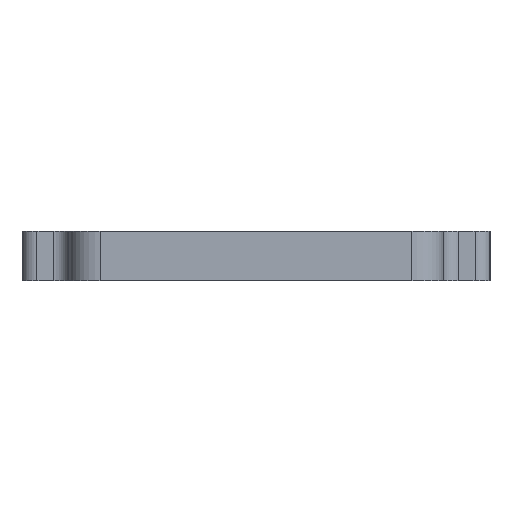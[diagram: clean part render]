
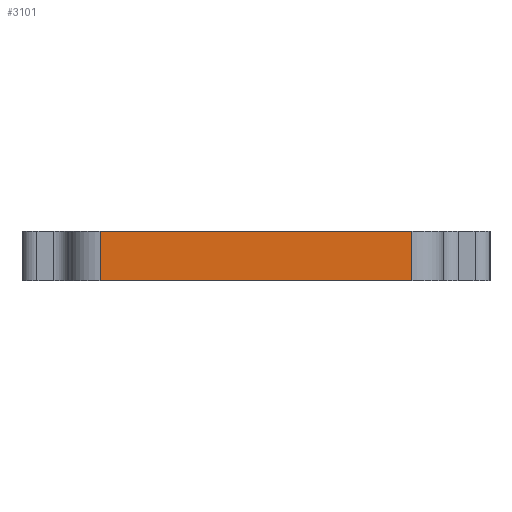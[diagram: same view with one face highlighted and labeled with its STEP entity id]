
A CAD part, left-side view. The second image highlights one B-rep face of the part: STEP entity #3101.
In plain terms, the highlighted planar face has unit normal (-1, 0, 0).
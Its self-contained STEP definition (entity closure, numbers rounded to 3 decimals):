
#83 = PLANE('',#84);
#84 = AXIS2_PLACEMENT_3D('',#85,#86,#87);
#85 = CARTESIAN_POINT('',(126.095,-58.5,1.6));
#86 = DIRECTION('',(0.,0.,1.));
#87 = DIRECTION('',(1.,0.,-0.));
#137 = PLANE('',#138);
#138 = AXIS2_PLACEMENT_3D('',#139,#140,#141);
#139 = CARTESIAN_POINT('',(126.095,-58.5,0.));
#140 = DIRECTION('',(0.,0.,1.));
#141 = DIRECTION('',(1.,0.,-0.));
#419 = VERTEX_POINT('',#420);
#420 = CARTESIAN_POINT('',(103.2,-53.5,0.));
#435 = CYLINDRICAL_SURFACE('',#436,1.);
#436 = AXIS2_PLACEMENT_3D('',#437,#438,#439);
#437 = CARTESIAN_POINT('',(104.2,-53.5,0.));
#438 = DIRECTION('',(-0.,-0.,-1.));
#439 = DIRECTION('',(1.,0.,-0.));
#447 = EDGE_CURVE('',#419,#448,#450,.T.);
#448 = VERTEX_POINT('',#449);
#449 = CARTESIAN_POINT('',(103.2,-63.5,0.));
#450 = SURFACE_CURVE('',#451,(#455,#462),.PCURVE_S1.);
#451 = LINE('',#452,#453);
#452 = CARTESIAN_POINT('',(103.2,-53.5,0.));
#453 = VECTOR('',#454,1.);
#454 = DIRECTION('',(0.,-1.,0.));
#455 = PCURVE('',#137,#456);
#456 = DEFINITIONAL_REPRESENTATION('',(#457),#461);
#457 = LINE('',#458,#459);
#458 = CARTESIAN_POINT('',(-22.895,5.));
#459 = VECTOR('',#460,1.);
#460 = DIRECTION('',(0.,-1.));
#461 = ( GEOMETRIC_REPRESENTATION_CONTEXT(2) 
PARAMETRIC_REPRESENTATION_CONTEXT() REPRESENTATION_CONTEXT('2D SPACE',''
  ) );
#462 = PCURVE('',#463,#468);
#463 = PLANE('',#464);
#464 = AXIS2_PLACEMENT_3D('',#465,#466,#467);
#465 = CARTESIAN_POINT('',(103.2,-53.5,0.));
#466 = DIRECTION('',(1.,0.,-0.));
#467 = DIRECTION('',(0.,-1.,0.));
#468 = DEFINITIONAL_REPRESENTATION('',(#469),#473);
#469 = LINE('',#470,#471);
#470 = CARTESIAN_POINT('',(0.,0.));
#471 = VECTOR('',#472,1.);
#472 = DIRECTION('',(1.,0.));
#473 = ( GEOMETRIC_REPRESENTATION_CONTEXT(2) 
PARAMETRIC_REPRESENTATION_CONTEXT() REPRESENTATION_CONTEXT('2D SPACE',''
  ) );
#492 = CYLINDRICAL_SURFACE('',#493,1.);
#493 = AXIS2_PLACEMENT_3D('',#494,#495,#496);
#494 = CARTESIAN_POINT('',(104.2,-63.5,0.));
#495 = DIRECTION('',(-0.,-0.,-1.));
#496 = DIRECTION('',(1.,0.,-0.));
#1769 = VERTEX_POINT('',#1770);
#1770 = CARTESIAN_POINT('',(103.2,-53.5,1.6));
#1792 = EDGE_CURVE('',#1769,#1793,#1795,.T.);
#1793 = VERTEX_POINT('',#1794);
#1794 = CARTESIAN_POINT('',(103.2,-63.5,1.6));
#1795 = SURFACE_CURVE('',#1796,(#1800,#1807),.PCURVE_S1.);
#1796 = LINE('',#1797,#1798);
#1797 = CARTESIAN_POINT('',(103.2,-53.5,1.6));
#1798 = VECTOR('',#1799,1.);
#1799 = DIRECTION('',(0.,-1.,0.));
#1800 = PCURVE('',#83,#1801);
#1801 = DEFINITIONAL_REPRESENTATION('',(#1802),#1806);
#1802 = LINE('',#1803,#1804);
#1803 = CARTESIAN_POINT('',(-22.895,5.));
#1804 = VECTOR('',#1805,1.);
#1805 = DIRECTION('',(0.,-1.));
#1806 = ( GEOMETRIC_REPRESENTATION_CONTEXT(2) 
PARAMETRIC_REPRESENTATION_CONTEXT() REPRESENTATION_CONTEXT('2D SPACE',''
  ) );
#1807 = PCURVE('',#463,#1808);
#1808 = DEFINITIONAL_REPRESENTATION('',(#1809),#1813);
#1809 = LINE('',#1810,#1811);
#1810 = CARTESIAN_POINT('',(0.,-1.6));
#1811 = VECTOR('',#1812,1.);
#1812 = DIRECTION('',(1.,0.));
#1813 = ( GEOMETRIC_REPRESENTATION_CONTEXT(2) 
PARAMETRIC_REPRESENTATION_CONTEXT() REPRESENTATION_CONTEXT('2D SPACE',''
  ) );
#3053 = EDGE_CURVE('',#419,#1769,#3054,.T.);
#3054 = SURFACE_CURVE('',#3055,(#3059,#3066),.PCURVE_S1.);
#3055 = LINE('',#3056,#3057);
#3056 = CARTESIAN_POINT('',(103.2,-53.5,0.));
#3057 = VECTOR('',#3058,1.);
#3058 = DIRECTION('',(0.,0.,1.));
#3059 = PCURVE('',#435,#3060);
#3060 = DEFINITIONAL_REPRESENTATION('',(#3061),#3065);
#3061 = LINE('',#3062,#3063);
#3062 = CARTESIAN_POINT('',(-3.142,0.));
#3063 = VECTOR('',#3064,1.);
#3064 = DIRECTION('',(-0.,-1.));
#3065 = ( GEOMETRIC_REPRESENTATION_CONTEXT(2) 
PARAMETRIC_REPRESENTATION_CONTEXT() REPRESENTATION_CONTEXT('2D SPACE',''
  ) );
#3066 = PCURVE('',#463,#3067);
#3067 = DEFINITIONAL_REPRESENTATION('',(#3068),#3072);
#3068 = LINE('',#3069,#3070);
#3069 = CARTESIAN_POINT('',(0.,0.));
#3070 = VECTOR('',#3071,1.);
#3071 = DIRECTION('',(0.,-1.));
#3072 = ( GEOMETRIC_REPRESENTATION_CONTEXT(2) 
PARAMETRIC_REPRESENTATION_CONTEXT() REPRESENTATION_CONTEXT('2D SPACE',''
  ) );
#3101 = ADVANCED_FACE('',(#3102),#463,.F.);
#3102 = FACE_BOUND('',#3103,.F.);
#3103 = EDGE_LOOP('',(#3104,#3105,#3106,#3127));
#3104 = ORIENTED_EDGE('',*,*,#3053,.T.);
#3105 = ORIENTED_EDGE('',*,*,#1792,.T.);
#3106 = ORIENTED_EDGE('',*,*,#3107,.F.);
#3107 = EDGE_CURVE('',#448,#1793,#3108,.T.);
#3108 = SURFACE_CURVE('',#3109,(#3113,#3120),.PCURVE_S1.);
#3109 = LINE('',#3110,#3111);
#3110 = CARTESIAN_POINT('',(103.2,-63.5,0.));
#3111 = VECTOR('',#3112,1.);
#3112 = DIRECTION('',(0.,0.,1.));
#3113 = PCURVE('',#463,#3114);
#3114 = DEFINITIONAL_REPRESENTATION('',(#3115),#3119);
#3115 = LINE('',#3116,#3117);
#3116 = CARTESIAN_POINT('',(10.,0.));
#3117 = VECTOR('',#3118,1.);
#3118 = DIRECTION('',(0.,-1.));
#3119 = ( GEOMETRIC_REPRESENTATION_CONTEXT(2) 
PARAMETRIC_REPRESENTATION_CONTEXT() REPRESENTATION_CONTEXT('2D SPACE',''
  ) );
#3120 = PCURVE('',#492,#3121);
#3121 = DEFINITIONAL_REPRESENTATION('',(#3122),#3126);
#3122 = LINE('',#3123,#3124);
#3123 = CARTESIAN_POINT('',(-3.142,0.));
#3124 = VECTOR('',#3125,1.);
#3125 = DIRECTION('',(-0.,-1.));
#3126 = ( GEOMETRIC_REPRESENTATION_CONTEXT(2) 
PARAMETRIC_REPRESENTATION_CONTEXT() REPRESENTATION_CONTEXT('2D SPACE',''
  ) );
#3127 = ORIENTED_EDGE('',*,*,#447,.F.);
